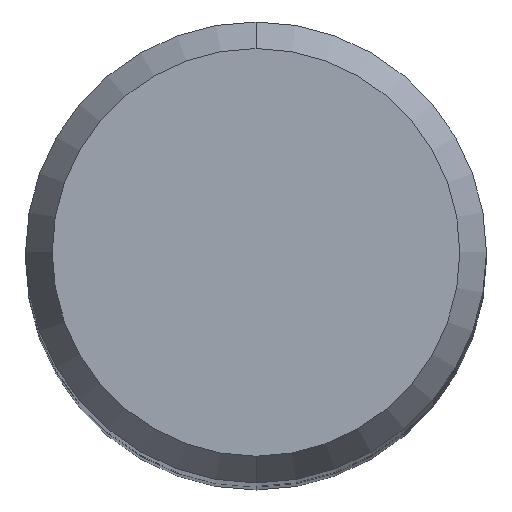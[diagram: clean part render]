
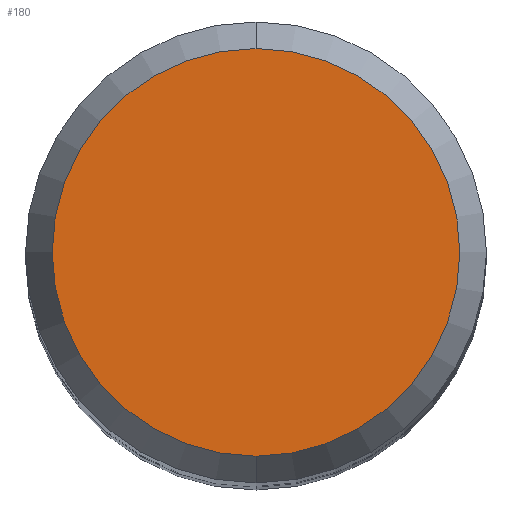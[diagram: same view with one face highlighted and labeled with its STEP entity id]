
A CAD part, top view. The second image highlights one B-rep face of the part: STEP entity #180.
In plain terms, the highlighted planar face has unit normal (0, 0, 1).
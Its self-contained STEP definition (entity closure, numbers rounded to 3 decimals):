
#92=EDGE_CURVE('',#98,#172,#229,.T.);
#98=VERTEX_POINT('',#235);
#154=EDGE_CURVE('',#172,#98,#300,.T.);
#172=VERTEX_POINT('',#321);
#180=ADVANCED_FACE('',(#329),#330,.T.);
#229=CIRCLE('',#375,4.423);
#235=CARTESIAN_POINT('',(0.0,4.423,0.0));
#300=CIRCLE('',#464,4.423);
#321=CARTESIAN_POINT('',(0.,-4.423,0.0));
#329=FACE_OUTER_BOUND('',#496,.T.);
#330=PLANE('',#497);
#375=AXIS2_PLACEMENT_3D('',#540,#541,#542);
#464=AXIS2_PLACEMENT_3D('',#641,#642,#643);
#496=EDGE_LOOP('',(#672,#673));
#497=AXIS2_PLACEMENT_3D('',#674,#675,#676);
#540=CARTESIAN_POINT('',(0.0,0.0,0.0));
#541=DIRECTION('',(0.0,0.0,-1.0));
#542=DIRECTION('',(0.0,1.0,0.0));
#641=CARTESIAN_POINT('',(0.0,0.0,0.0));
#642=DIRECTION('',(0.0,0.0,-1.0));
#643=DIRECTION('',(0.0,1.0,0.0));
#672=ORIENTED_EDGE('',*,*,#92,.F.);
#673=ORIENTED_EDGE('',*,*,#154,.F.);
#674=CARTESIAN_POINT('',(0.0,2.211,0.0));
#675=DIRECTION('',(-0.0,0.0,1.0));
#676=DIRECTION('',(0.0,-1.0,0.0));
